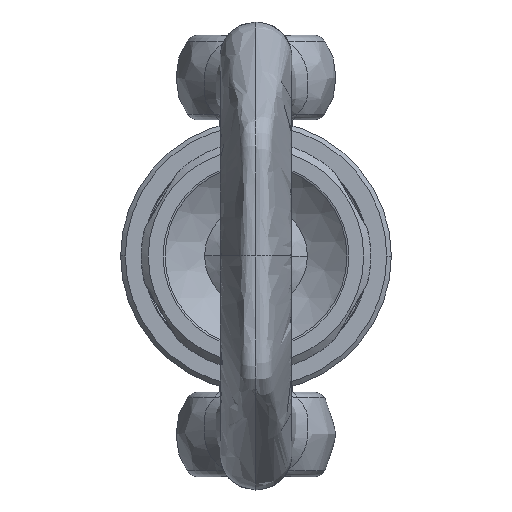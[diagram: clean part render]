
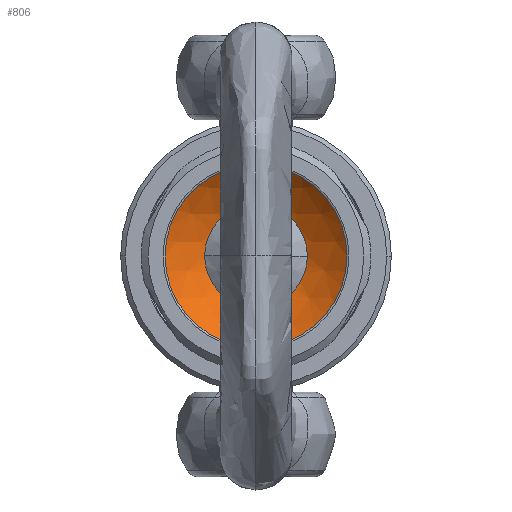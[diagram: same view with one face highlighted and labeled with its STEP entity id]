
A CAD part, left-side view. The second image highlights one B-rep face of the part: STEP entity #806.
In plain terms, the highlighted spherical face has radius 28 mm.
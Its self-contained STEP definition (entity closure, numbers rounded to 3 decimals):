
#806=ADVANCED_FACE('',(#1758,#1759),#1760,.F.);
#1758=FACE_OUTER_BOUND('',#13468,.T.);
#1759=FACE_BOUND('',#13469,.T.);
#1760=SPHERICAL_SURFACE('',#13470,28.0);
#13468=EDGE_LOOP('',(#15893,#15894,#15895));
#13469=EDGE_LOOP('',(#15896,#15897));
#13470=AXIS2_PLACEMENT_3D('',#15898,#15899,#15900);
#15893=ORIENTED_EDGE('',*,*,#17868,.T.);
#15894=ORIENTED_EDGE('',*,*,#17903,.T.);
#15895=ORIENTED_EDGE('',*,*,#17869,.T.);
#15896=ORIENTED_EDGE('',*,*,#17892,.T.);
#15897=ORIENTED_EDGE('',*,*,#17887,.T.);
#15898=CARTESIAN_POINT('',(-19.596,0.0,0.0));
#15899=DIRECTION('',(0.0,0.0,-1.0));
#15900=DIRECTION('',(0.0,1.0,0.0));
#17868=EDGE_CURVE('',#19594,#19592,#19595,.T.);
#17869=EDGE_CURVE('',#19588,#19594,#19596,.T.);
#17887=EDGE_CURVE('',#19626,#19624,#19627,.T.);
#17892=EDGE_CURVE('',#19624,#19626,#19633,.T.);
#17903=EDGE_CURVE('',#19592,#19588,#19646,.T.);
#19588=VERTEX_POINT('',#29583);
#19592=VERTEX_POINT('',#29587);
#19594=VERTEX_POINT('',#29589);
#19595=CIRCLE('',#29590,19.826);
#19596=CIRCLE('',#29591,19.826);
#19624=VERTEX_POINT('',#29623);
#19626=VERTEX_POINT('',#29626);
#19627=CIRCLE('',#29627,11.2);
#19633=CIRCLE('',#29634,11.2);
#19646=CIRCLE('',#29648,19.826);
#29583=CARTESIAN_POINT('',(0.176,0.,19.826));
#29587=CARTESIAN_POINT('',(0.176,0.,-19.826));
#29589=CARTESIAN_POINT('',(0.176,19.826,0.0));
#29590=AXIS2_PLACEMENT_3D('',#31783,#31784,#31785);
#29591=AXIS2_PLACEMENT_3D('',#31786,#31787,#31788);
#29623=CARTESIAN_POINT('',(6.067,0.,11.2));
#29626=CARTESIAN_POINT('',(6.067,0.,-11.2));
#29627=AXIS2_PLACEMENT_3D('',#31818,#31819,#31820);
#29634=AXIS2_PLACEMENT_3D('',#31828,#31829,#31830);
#29648=AXIS2_PLACEMENT_3D('',#31844,#31845,#31846);
#31783=CARTESIAN_POINT('',(0.176,0.0,0.0));
#31784=DIRECTION('',(-1.0,0.0,0.0));
#31785=DIRECTION('',(0.0,0.0,1.0));
#31786=CARTESIAN_POINT('',(0.176,0.0,0.0));
#31787=DIRECTION('',(-1.0,0.0,0.0));
#31788=DIRECTION('',(0.0,0.0,1.0));
#31818=CARTESIAN_POINT('',(6.067,0.,0.));
#31819=DIRECTION('',(1.0,0.,0.));
#31820=DIRECTION('',(0.,-1.0,0.));
#31828=CARTESIAN_POINT('',(6.067,0.,0.));
#31829=DIRECTION('',(1.0,0.,0.));
#31830=DIRECTION('',(0.,-1.0,0.));
#31844=CARTESIAN_POINT('',(0.176,0.0,0.0));
#31845=DIRECTION('',(-1.0,0.0,0.0));
#31846=DIRECTION('',(0.0,0.0,1.0));
